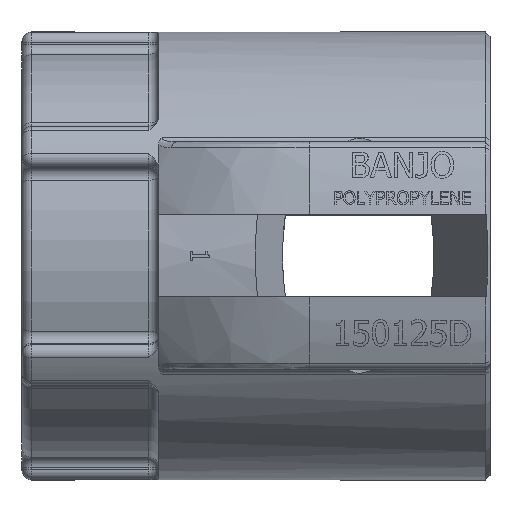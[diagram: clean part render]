
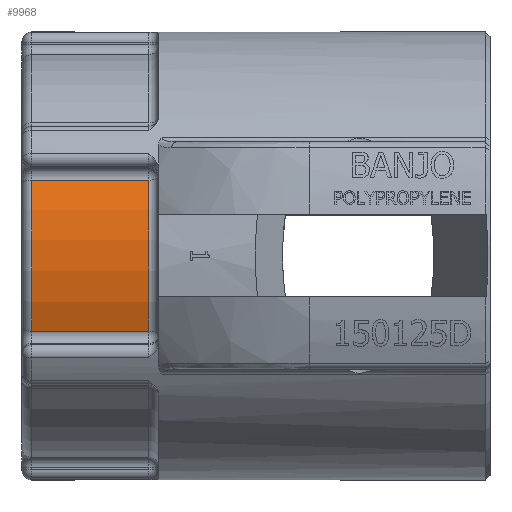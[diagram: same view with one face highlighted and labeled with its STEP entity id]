
A CAD part, top view. The second image highlights one B-rep face of the part: STEP entity #9968.
In plain terms, the highlighted cylindrical face has radius 31.369 mm (diameter 62.738 mm), a partial arc.
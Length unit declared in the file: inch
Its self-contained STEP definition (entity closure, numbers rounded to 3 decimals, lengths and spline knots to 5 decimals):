
#467=LINE('',#14959,#1169);
#468=LINE('',#14961,#1170);
#1169=VECTOR('',#12294,0.71);
#1170=VECTOR('',#12297,0.71);
#2552=FACE_OUTER_BOUND('',#3172,.T.);
#3172=EDGE_LOOP('',(#7368,#7369,#7370,#7371));
#3777=CIRCLE('',#10615,1.235);
#3800=CIRCLE('',#10650,1.235);
#4251=VERTEX_POINT('',#14552);
#4252=VERTEX_POINT('',#14554);
#4268=VERTEX_POINT('',#14612);
#4269=VERTEX_POINT('',#14617);
#5305=EDGE_CURVE('',#4251,#4252,#3777,.T.);
#5338=EDGE_CURVE('',#4269,#4268,#3800,.T.);
#5490=EDGE_CURVE('',#4252,#4269,#467,.T.);
#5491=EDGE_CURVE('',#4268,#4251,#468,.T.);
#7368=ORIENTED_EDGE('',*,*,#5305,.F.);
#7369=ORIENTED_EDGE('',*,*,#5491,.F.);
#7370=ORIENTED_EDGE('',*,*,#5338,.F.);
#7371=ORIENTED_EDGE('',*,*,#5490,.F.);
#9744=CYLINDRICAL_SURFACE('',#10823,1.235);
#9968=ADVANCED_FACE('',(#2552),#9744,.T.);
#10615=AXIS2_PLACEMENT_3D('',#14555,#11821,#11822);
#10650=AXIS2_PLACEMENT_3D('',#14629,#11900,#11901);
#10823=AXIS2_PLACEMENT_3D('',#14962,#12298,#12299);
#11821=DIRECTION('center_axis',(1.,0.,0.));
#11822=DIRECTION('ref_axis',(0.,0.,1.));
#11900=DIRECTION('center_axis',(-1.,0.,0.));
#11901=DIRECTION('ref_axis',(0.,0.,1.));
#12294=DIRECTION('',(-1.,0.,0.));
#12297=DIRECTION('',(1.,0.,0.));
#12298=DIRECTION('center_axis',(1.,0.,0.));
#12299=DIRECTION('ref_axis',(0.,1.,0.));
#14552=CARTESIAN_POINT('',(-0.06,0.45837,1.14679));
#14554=CARTESIAN_POINT('',(-0.06,-0.45837,1.14679));
#14555=CARTESIAN_POINT('Origin',(-0.06,0.,0.));
#14612=CARTESIAN_POINT('',(-0.77,0.45837,1.14679));
#14617=CARTESIAN_POINT('',(-0.77,-0.45837,1.14679));
#14629=CARTESIAN_POINT('Origin',(-0.77,0.,0.));
#14959=CARTESIAN_POINT('',(-0.415,-0.45837,1.14679));
#14961=CARTESIAN_POINT('',(-0.415,0.45837,1.14679));
#14962=CARTESIAN_POINT('Origin',(-0.415,0.,0.));
